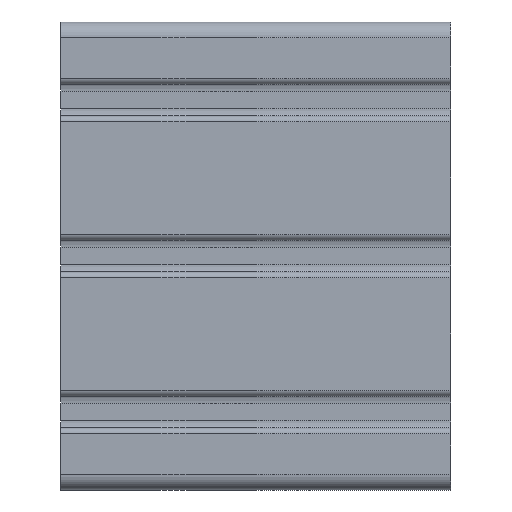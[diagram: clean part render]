
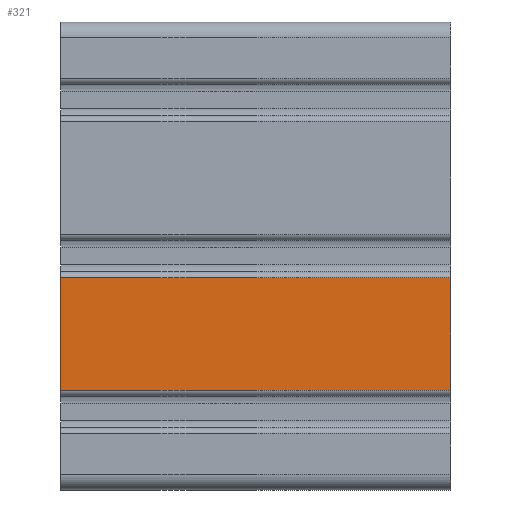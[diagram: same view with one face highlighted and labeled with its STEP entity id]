
A CAD part, left-side view. The second image highlights one B-rep face of the part: STEP entity #321.
In plain terms, the highlighted planar face has unit normal (-1, 0, 0).
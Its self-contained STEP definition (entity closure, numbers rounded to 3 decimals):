
#321 = ADVANCED_FACE( '', ( #742 ), #743, .T. );
#742 = FACE_OUTER_BOUND( '', #1257, .T. );
#743 = PLANE( '', #1258 );
#1257 = EDGE_LOOP( '', ( #2241, #2242, #2243, #2244 ) );
#1258 = AXIS2_PLACEMENT_3D( '', #2245, #2246, #2247 );
#2241 = ORIENTED_EDGE( '', *, *, #3588, .F. );
#2242 = ORIENTED_EDGE( '', *, *, #3589, .F. );
#2243 = ORIENTED_EDGE( '', *, *, #3476, .T. );
#2244 = ORIENTED_EDGE( '', *, *, #3590, .T. );
#2245 = CARTESIAN_POINT( '', ( -20., 100., -34.4 ) );
#2246 = DIRECTION( '', ( -1., 0., 0. ) );
#2247 = DIRECTION( '', ( 0., 0., 1. ) );
#3476 = EDGE_CURVE( '', #4340, #4338, #4341, .T. );
#3588 = EDGE_CURVE( '', #4507, #4508, #4509, .T. );
#3589 = EDGE_CURVE( '', #4340, #4507, #4510, .T. );
#3590 = EDGE_CURVE( '', #4338, #4508, #4511, .T. );
#4338 = VERTEX_POINT( '', #5457 );
#4340 = VERTEX_POINT( '', #5459 );
#4341 = LINE( '', #5460, #5461 );
#4507 = VERTEX_POINT( '', #5676 );
#4508 = VERTEX_POINT( '', #5677 );
#4509 = LINE( '', #5678, #5679 );
#4510 = LINE( '', #5680, #5681 );
#4511 = LINE( '', #5682, #5683 );
#5457 = CARTESIAN_POINT( '', ( -20., 100., -34.4 ) );
#5459 = CARTESIAN_POINT( '', ( -20., 100., -5.6 ) );
#5460 = CARTESIAN_POINT( '', ( -20., 100., -34.4 ) );
#5461 = VECTOR( '', #6523, 1000. );
#5676 = CARTESIAN_POINT( '', ( -20., 0., -5.6 ) );
#5677 = CARTESIAN_POINT( '', ( -20., 0., -34.4 ) );
#5678 = CARTESIAN_POINT( '', ( -20., 0., -34.4 ) );
#5679 = VECTOR( '', #6690, 1000. );
#5680 = CARTESIAN_POINT( '', ( -20., 100., -5.6 ) );
#5681 = VECTOR( '', #6691, 1000. );
#5682 = CARTESIAN_POINT( '', ( -20., 100., -34.4 ) );
#5683 = VECTOR( '', #6692, 1000. );
#6523 = DIRECTION( '', ( 0., 0., -1. ) );
#6690 = DIRECTION( '', ( 0., 0., -1. ) );
#6691 = DIRECTION( '', ( 0., -1., 0. ) );
#6692 = DIRECTION( '', ( 0., -1., 0. ) );
